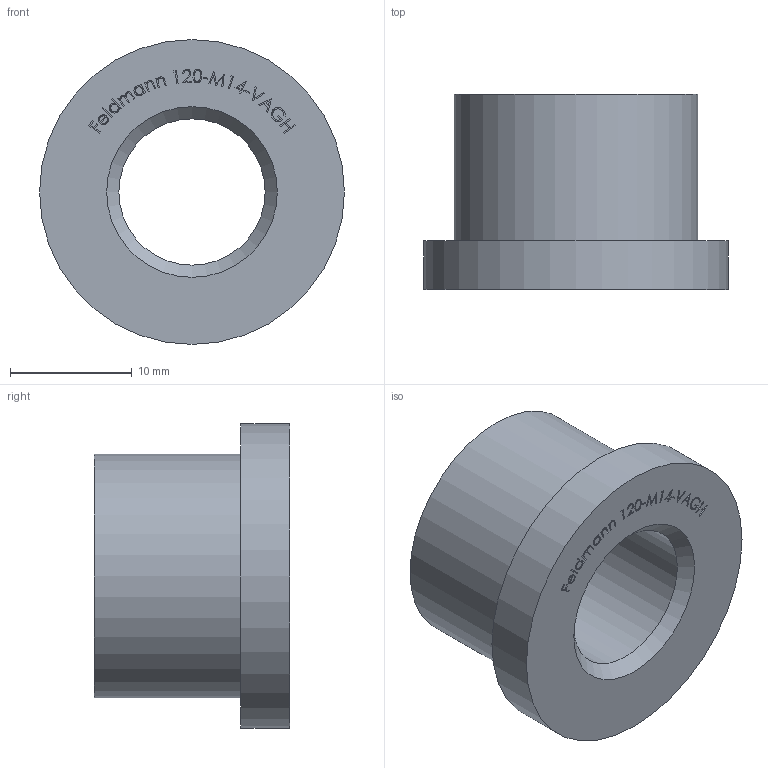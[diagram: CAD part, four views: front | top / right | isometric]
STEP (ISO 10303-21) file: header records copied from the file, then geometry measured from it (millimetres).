
FILE_DESCRIPTION (( 'STEP AP203' ), '1' );
FILE_NAME ('120-M14-VAGH.STEP', '2020-03-17T11:44:56', ( '' ), ( '' ), 'SwSTEP 2.0', 'SolidWorks 2015', '' );
FILE_SCHEMA (( 'CONFIG_CONTROL_DESIGN' ));
Length unit declared in the file: millimetre
Products named in the file (2): 120-M14-VAGH
Bounding box: 25 x 16 x 25 mm (x, y, z)
Volume: 3883.6 mm3; surface area: 2394.2 mm2
Topology: 1 solids, 1 shells, 246 faces, 650 edges, 433 vertices
Faces by surface type: plane 169, bspline 72, cylinder 3, cone 2
Full cylindrical faces by diameter (mm): 12 x1, 20 x1, 25 x1
Entity records: 11643 total; most frequent: CARTESIAN_POINT 5892, ORIENTED_EDGE 1288, DIRECTION 860, EDGE_CURVE 644, VECTOR 492, LINE 492, VERTEX_POINT 432, EDGE_LOOP 280
